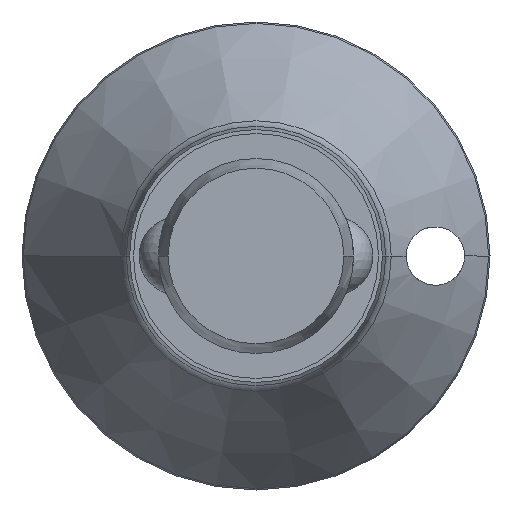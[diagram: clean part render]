
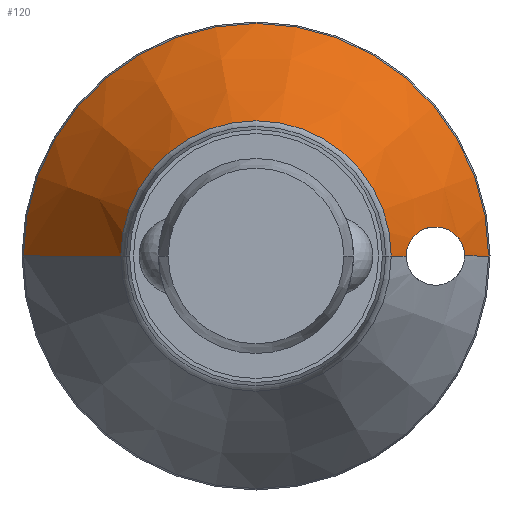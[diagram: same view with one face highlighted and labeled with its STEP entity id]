
A CAD part, front view. The second image highlights one B-rep face of the part: STEP entity #120.
In plain terms, the highlighted conical face has half-angle 30.991 degrees and reference radius 9.432 mm.
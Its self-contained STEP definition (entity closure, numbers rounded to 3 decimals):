
#120=ADVANCED_FACE('',(#239),#240,.T.);
#239=FACE_OUTER_BOUND('',#355,.T.);
#240=CONICAL_SURFACE('',#356,9.432,0.541);
#355=EDGE_LOOP('',(#630,#631,#632,#633,#634,#635,#636));
#356=AXIS2_PLACEMENT_3D('',#637,#638,#639);
#630=ORIENTED_EDGE('',*,*,#695,.T.);
#631=ORIENTED_EDGE('',*,*,#771,.T.);
#632=ORIENTED_EDGE('',*,*,#770,.T.);
#633=ORIENTED_EDGE('',*,*,#698,.T.);
#634=ORIENTED_EDGE('',*,*,#679,.F.);
#635=ORIENTED_EDGE('',*,*,#697,.T.);
#636=ORIENTED_EDGE('',*,*,#784,.T.);
#637=CARTESIAN_POINT('',(0.,22.586,0.));
#638=DIRECTION('',(-0.0,1.0,0.));
#639=DIRECTION('',(1.0,0.0,0.0));
#679=EDGE_CURVE('',#797,#799,#800,.T.);
#695=EDGE_CURVE('',#822,#823,#824,.T.);
#697=EDGE_CURVE('',#797,#825,#827,.T.);
#698=EDGE_CURVE('',#828,#799,#829,.T.);
#770=EDGE_CURVE('',#934,#828,#935,.T.);
#771=EDGE_CURVE('',#823,#934,#936,.T.);
#784=EDGE_CURVE('',#825,#822,#950,.T.);
#797=VERTEX_POINT('',#963);
#799=VERTEX_POINT('',#965);
#800=CIRCLE('',#966,11.929);
#822=VERTEX_POINT('',#1008);
#823=VERTEX_POINT('',#1009);
#824=LINE('',#1010,#1011);
#825=VERTEX_POINT('',#1012);
#827=LINE('',#1014,#1015);
#828=VERTEX_POINT('',#1016);
#829=LINE('',#1017,#1018);
#934=VERTEX_POINT('',#1296);
#935=B_SPLINE_CURVE_WITH_KNOTS('',3,(#1297,#1298,#1299,#1300,#1301,#1302,#1303,#1304,#1305,#1306,#1307,#1308),.UNSPECIFIED.,.F.,.F.,(4,2,2,2,2,4),(0.0,0.11,0.221,0.31,0.34,0.369),.UNSPECIFIED.);
#936=B_SPLINE_CURVE_WITH_KNOTS('',3,(#1309,#1310,#1311,#1312,#1313,#1314,#1315,#1316,#1317,#1318,#1319,#1320),.UNSPECIFIED.,.F.,.F.,(4,2,2,2,2,4),(1.047,1.072,1.097,1.147,1.251,1.356),.UNSPECIFIED.);
#950=CIRCLE('',#1352,6.936);
#963=CARTESIAN_POINT('',(-11.929,26.743,0.));
#965=CARTESIAN_POINT('',(11.929,26.743,0.));
#966=AXIS2_PLACEMENT_3D('',#1367,#1368,#1369);
#1008=CARTESIAN_POINT('',(6.936,18.43,0.));
#1009=CARTESIAN_POINT('',(7.7,19.703,0.));
#1010=CARTESIAN_POINT('',(9.432,22.586,0.));
#1011=VECTOR('',#1394,1.0);
#1012=CARTESIAN_POINT('',(-6.936,18.43,0.));
#1014=CARTESIAN_POINT('',(-9.432,22.586,0.));
#1015=VECTOR('',#1398,1.0);
#1016=CARTESIAN_POINT('',(10.7,24.697,0.));
#1017=CARTESIAN_POINT('',(9.432,22.586,0.));
#1018=VECTOR('',#1399,1.0);
#1296=CARTESIAN_POINT('',(8.955,21.995,1.48));
#1297=CARTESIAN_POINT('',(8.955,21.995,1.48));
#1298=CARTESIAN_POINT('',(9.142,22.31,1.511));
#1299=CARTESIAN_POINT('',(9.353,22.655,1.508));
#1300=CARTESIAN_POINT('',(9.774,23.322,1.403));
#1301=CARTESIAN_POINT('',(9.985,23.645,1.301));
#1302=CARTESIAN_POINT('',(10.32,24.146,1.017));
#1303=CARTESIAN_POINT('',(10.487,24.39,0.814));
#1304=CARTESIAN_POINT('',(10.619,24.581,0.494));
#1305=CARTESIAN_POINT('',(10.649,24.624,0.4));
#1306=CARTESIAN_POINT('',(10.69,24.682,0.202));
#1307=CARTESIAN_POINT('',(10.7,24.697,0.098));
#1308=CARTESIAN_POINT('',(10.7,24.697,0.));
#1309=CARTESIAN_POINT('',(7.7,19.703,0.));
#1310=CARTESIAN_POINT('',(7.7,19.703,0.083));
#1311=CARTESIAN_POINT('',(7.707,19.716,0.165));
#1312=CARTESIAN_POINT('',(7.733,19.767,0.321));
#1313=CARTESIAN_POINT('',(7.751,19.804,0.396));
#1314=CARTESIAN_POINT('',(7.82,19.939,0.606));
#1315=CARTESIAN_POINT('',(7.883,20.061,0.726));
#1316=CARTESIAN_POINT('',(8.077,20.434,1.023));
#1317=CARTESIAN_POINT('',(8.24,20.739,1.171));
#1318=CARTESIAN_POINT('',(8.591,21.37,1.386));
#1319=CARTESIAN_POINT('',(8.778,21.696,1.451));
#1320=CARTESIAN_POINT('',(8.955,21.995,1.48));
#1352=AXIS2_PLACEMENT_3D('',#1509,#1510,#1511);
#1367=CARTESIAN_POINT('',(0.,26.743,0.));
#1368=DIRECTION('',(-0.0,1.0,0.));
#1369=DIRECTION('',(1.0,0.0,0.0));
#1394=DIRECTION('',(0.515,0.857,0.));
#1398=DIRECTION('',(0.515,-0.857,0.));
#1399=DIRECTION('',(0.515,0.857,0.));
#1509=CARTESIAN_POINT('',(0.,18.43,0.));
#1510=DIRECTION('',(-0.0,1.0,0.));
#1511=DIRECTION('',(1.0,0.0,0.0));
